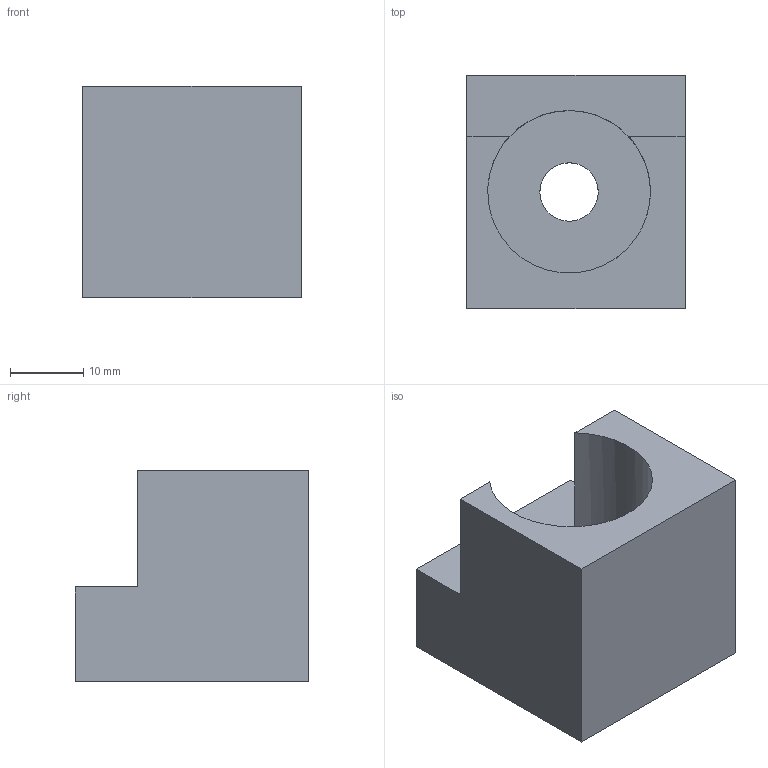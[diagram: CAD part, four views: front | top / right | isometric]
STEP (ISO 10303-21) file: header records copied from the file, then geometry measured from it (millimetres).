
FILE_DESCRIPTION(/* description */ (''),/* implementation_level */ '2;1');
FILE_NAME(/* name */ 'holder cuvetta 05_2.stp',/* time_stamp */ '2019-04-20T09:07:23+02:00',/* author */ ('Marco'),/* organization */ (''),/* preprocessor_version */ 'ST-DEVELOPER v16.1',/* originating_system */ 'Autodesk Inventor 2016',/* authorisation */ '');
FILE_SCHEMA (('AUTOMOTIVE_DESIGN { 1 0 10303 214 3 1 1 }'));
Length unit declared in the file: millimetre
Products named in the file (1): holder cuvetta 05_2
Bounding box: 29.9 x 32 x 29 mm (x, y, z)
Volume: 15190.2 mm3; surface area: 6378.5 mm2
Topology: 1 solids, 1 shells, 14 faces, 35 edges, 23 vertices
Faces by surface type: plane 10, cylinder 3, cone 1
Full cylindrical faces by diameter (mm): 2.459 x1, 8 x1, 22.3 x1
Entity records: 429 total; most frequent: DIRECTION 66, CARTESIAN_POINT 65, ORIENTED_EDGE 58, EDGE_CURVE 29, LINE 22, VECTOR 22, AXIS2_PLACEMENT_3D 22, VERTEX_POINT 21
